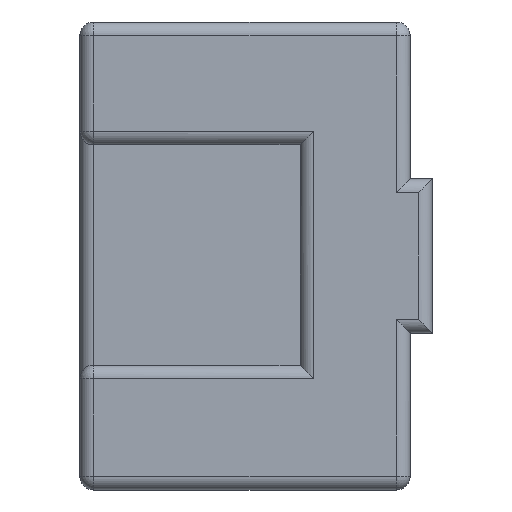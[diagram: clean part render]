
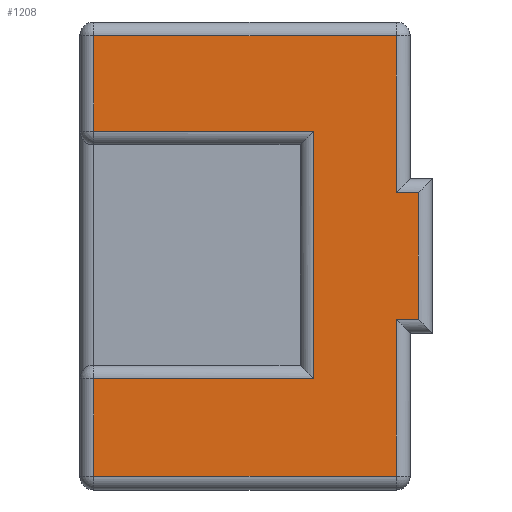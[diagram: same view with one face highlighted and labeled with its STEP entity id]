
A CAD part, left-side view. The second image highlights one B-rep face of the part: STEP entity #1208.
In plain terms, the highlighted planar face has unit normal (-1, 0, 0).
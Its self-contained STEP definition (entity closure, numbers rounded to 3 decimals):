
#55=PLANE('',#1357);
#113=LINE('',#1896,#226);
#114=LINE('',#1901,#227);
#121=LINE('',#1932,#234);
#126=LINE('',#1954,#239);
#127=LINE('',#1957,#240);
#133=LINE('',#1980,#246);
#135=LINE('',#2010,#248);
#138=LINE('',#2016,#251);
#142=LINE('',#2022,#255);
#150=LINE('',#2038,#263);
#153=LINE('',#2042,#266);
#154=LINE('',#2044,#267);
#226=VECTOR('',#1507,10.);
#227=VECTOR('',#1514,10.);
#234=VECTOR('',#1545,10.);
#239=VECTOR('',#1572,10.);
#240=VECTOR('',#1575,10.);
#246=VECTOR('',#1603,10.);
#248=VECTOR('',#1639,10.);
#251=VECTOR('',#1648,10.);
#255=VECTOR('',#1656,10.);
#263=VECTOR('',#1676,10.);
#266=VECTOR('',#1681,10.);
#267=VECTOR('',#1684,10.);
#391=FACE_OUTER_BOUND('',#468,.T.);
#468=EDGE_LOOP('',(#1049,#1050,#1051,#1052,#1053,#1054,#1055,#1056,#1057,
#1058,#1059,#1060));
#564=VERTEX_POINT('',#1850);
#572=VERTEX_POINT('',#1881);
#577=VERTEX_POINT('',#1895);
#578=VERTEX_POINT('',#1899);
#585=VERTEX_POINT('',#1917);
#590=VERTEX_POINT('',#1931);
#596=VERTEX_POINT('',#1949);
#597=VERTEX_POINT('',#1956);
#602=VERTEX_POINT('',#1977);
#603=VERTEX_POINT('',#1979);
#610=VERTEX_POINT('',#2000);
#614=VERTEX_POINT('',#2009);
#694=EDGE_CURVE('',#564,#577,#113,.T.);
#697=EDGE_CURVE('',#578,#564,#114,.T.);
#711=EDGE_CURVE('',#590,#585,#121,.T.);
#723=EDGE_CURVE('',#585,#596,#126,.T.);
#724=EDGE_CURVE('',#572,#597,#127,.T.);
#736=EDGE_CURVE('',#602,#603,#133,.T.);
#750=EDGE_CURVE('',#610,#614,#135,.T.);
#754=EDGE_CURVE('',#577,#610,#138,.T.);
#758=EDGE_CURVE('',#614,#602,#142,.T.);
#767=EDGE_CURVE('',#597,#578,#150,.T.);
#770=EDGE_CURVE('',#603,#590,#153,.T.);
#771=EDGE_CURVE('',#596,#572,#154,.T.);
#1049=ORIENTED_EDGE('',*,*,#750,.F.);
#1050=ORIENTED_EDGE('',*,*,#754,.F.);
#1051=ORIENTED_EDGE('',*,*,#694,.F.);
#1052=ORIENTED_EDGE('',*,*,#697,.F.);
#1053=ORIENTED_EDGE('',*,*,#767,.F.);
#1054=ORIENTED_EDGE('',*,*,#724,.F.);
#1055=ORIENTED_EDGE('',*,*,#771,.F.);
#1056=ORIENTED_EDGE('',*,*,#723,.F.);
#1057=ORIENTED_EDGE('',*,*,#711,.F.);
#1058=ORIENTED_EDGE('',*,*,#770,.F.);
#1059=ORIENTED_EDGE('',*,*,#736,.F.);
#1060=ORIENTED_EDGE('',*,*,#758,.F.);
#1208=ADVANCED_FACE('',(#391),#55,.T.);
#1357=AXIS2_PLACEMENT_3D('',#2063,#1706,#1707);
#1507=DIRECTION('',(0.,0.,1.));
#1514=DIRECTION('',(0.,1.,0.));
#1545=DIRECTION('',(0.,0.,-1.));
#1572=DIRECTION('',(0.,1.,0.));
#1575=DIRECTION('',(0.,-1.,0.));
#1603=DIRECTION('',(0.,0.,-1.));
#1639=DIRECTION('',(0.,0.,-1.));
#1648=DIRECTION('',(0.,-1.,0.));
#1656=DIRECTION('',(0.,-1.,0.));
#1676=DIRECTION('',(0.,0.,1.));
#1681=DIRECTION('',(0.,1.,0.));
#1684=DIRECTION('',(0.,0.,1.));
#1706=DIRECTION('center_axis',(-1.,0.,0.));
#1707=DIRECTION('ref_axis',(0.,0.,1.));
#1850=CARTESIAN_POINT('',(-19.,11.5,4.537));
#1881=CARTESIAN_POINT('',(-19.,11.5,-4.463));
#1895=CARTESIAN_POINT('',(-19.,11.5,8.));
#1896=CARTESIAN_POINT('',(-19.,11.5,-4.25));
#1899=CARTESIAN_POINT('',(-19.,3.5,4.537));
#1901=CARTESIAN_POINT('',(-19.,0.,4.537));
#1917=CARTESIAN_POINT('',(-19.,0.5,-8.));
#1931=CARTESIAN_POINT('',(-19.,0.5,-2.3));
#1932=CARTESIAN_POINT('',(-19.,0.5,-4.25));
#1949=CARTESIAN_POINT('',(-19.,11.5,-8.));
#1954=CARTESIAN_POINT('',(-19.,0.,-8.));
#1956=CARTESIAN_POINT('',(-19.,3.5,-4.463));
#1957=CARTESIAN_POINT('',(-19.,0.,-4.463));
#1977=CARTESIAN_POINT('',(-19.,-0.3,2.3));
#1979=CARTESIAN_POINT('',(-19.,-0.3,-2.3));
#1980=CARTESIAN_POINT('',(-19.,-0.3,-2.85));
#2000=CARTESIAN_POINT('',(-19.,0.5,8.));
#2009=CARTESIAN_POINT('',(-19.,0.5,2.3));
#2010=CARTESIAN_POINT('',(-19.,0.5,-4.25));
#2016=CARTESIAN_POINT('',(-19.,0.,8.));
#2022=CARTESIAN_POINT('',(-19.,0.,2.3));
#2038=CARTESIAN_POINT('',(-19.,3.5,-4.25));
#2042=CARTESIAN_POINT('',(-19.,-0.4,-2.3));
#2044=CARTESIAN_POINT('',(-19.,11.5,-4.25));
#2063=CARTESIAN_POINT('Origin',(-19.,0.,-8.5));
